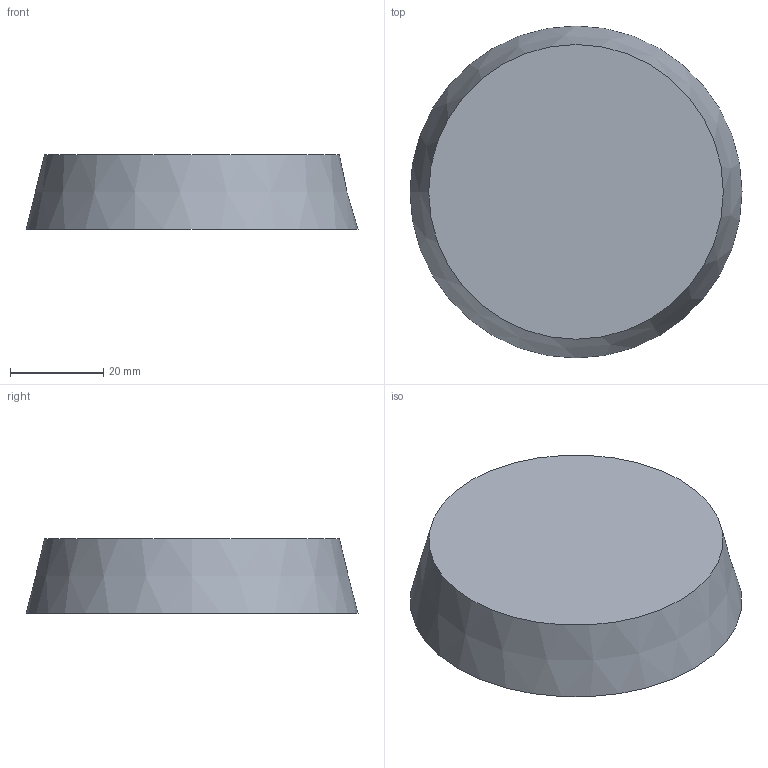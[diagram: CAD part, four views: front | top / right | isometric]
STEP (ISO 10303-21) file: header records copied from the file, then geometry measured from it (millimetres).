
FILE_DESCRIPTION(/* description */ ('STEP AP242','CAx-IF Rec.Pracs.---Representation and Presentation of Product Manufacturing Information (PMI)---4.0---2014-10-13','CAx-IF Rec.Pracs.---3D Tessellated Geometry---0.4---2014-09-14','2;1','CAx-IF Rec.Pracs.---User Defined Attributes---1.5---2016-08-15'),/* implementation_level */ '2;1');
FILE_NAME(/* name */ '6910fb53bef6f3e6e820f024',/* time_stamp */ '2025-11-09T20:36:35Z',/* author */ (''),/* organization */ (''),/* preprocessor_version */ 'ST-DEVELOPER v20',/* originating_system */ 'ONSHAPE BY PTC INC, 1.206',/* authorisation */ ' ');
FILE_SCHEMA (('AP242_MANAGED_MODEL_BASED_3D_ENGINEERING_MIM_LF { 1 0 10303 442 1 1 4 }'));
Length unit declared in the file: millimetre
Products named in the file (1): male-mold
Bounding box: 71.12 x 71.12 x 16 mm (x, y, z)
Volume: 24687.6 mm3; surface area: 14718.8 mm2
Topology: 1 solids, 1 shells, 16 faces, 26 edges, 16 vertices
Faces by surface type: plane 6, torus 6, cone 2, cylinder 2
Full cylindrical faces by diameter (mm): 14 x1, 52 x1
Entity records: 336 total; most frequent: DIRECTION 64, CARTESIAN_POINT 47, AXIS2_PLACEMENT_3D 32, ORIENTED_EDGE 30, EDGE_LOOP 30, FACE_BOUND 30, ADVANCED_FACE 16, EDGE_CURVE 15
